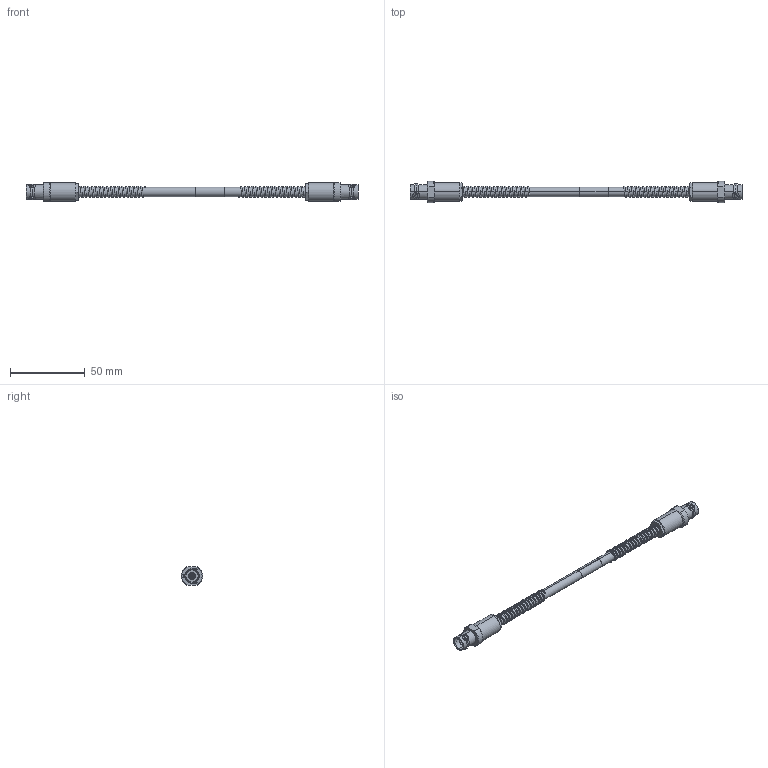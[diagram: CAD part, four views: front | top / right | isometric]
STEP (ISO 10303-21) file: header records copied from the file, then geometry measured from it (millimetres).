
FILE_DESCRIPTION (( 'STEP AP214' ), '1' );
FILE_NAME ('FM3MSA00668_3D.step', '2023-08-31T17:19:27', ( '' ), ( '' ), 'SwSTEP 2.0', 'SolidWorks 2022', '' );
FILE_SCHEMA (( 'AUTOMOTIVE_DESIGN' ));
Length unit declared in the file: inch
Products named in the file (7): 10-06575-XXX-MA3; TWC-124-2_6"; 10-06575-XXX-MA1; 10-06575-XXX_LARGE S.R.; FM3MSA00668_3D; 10-06575-XXX-MA2_LARGE S.R.; 1AW01-003_.25" x .75" long
Assembly tree (7 placements, depth 3):
  FM3MSA00668_3D
    TWC-124-2_6"
    10-06575-XXX_LARGE S.R.  x2
      10-06575-XXX-MA1
      10-06575-XXX-MA2_LARGE S.R.
      10-06575-XXX-MA3
    1AW01-003_.25" x .75" long
Bounding box: 222.76 x 14.45 x 12.7 mm (x, y, z)
Volume: 11231.4 mm3; surface area: 12353.9 mm2
Topology: 8 solids, 8 shells, 294 faces, 684 edges, 432 vertices
Faces by surface type: cylinder 100, plane 86, cone 84, torus 16, bspline 8
Entity records: 16276 total; most frequent: CARTESIAN_POINT 12410, DIRECTION 736, ORIENTED_EDGE 698, EDGE_CURVE 349, AXIS2_PLACEMENT_3D 312, VERTEX_POINT 222, EDGE_LOOP 173, CIRCLE 153
